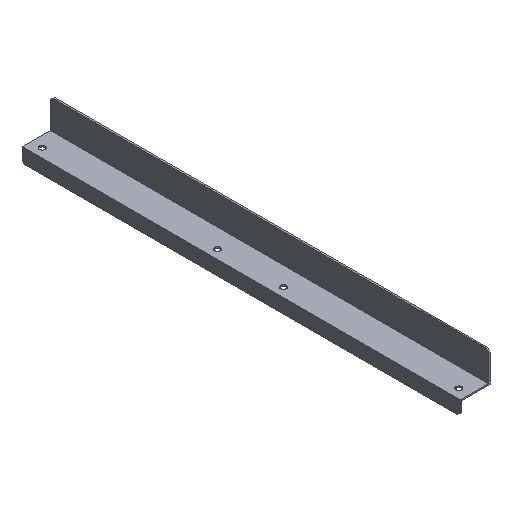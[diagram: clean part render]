
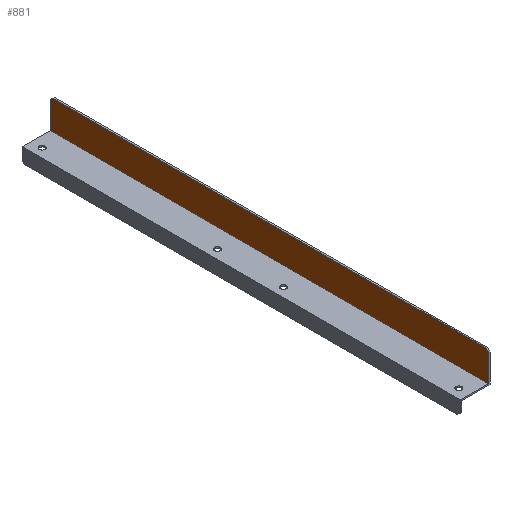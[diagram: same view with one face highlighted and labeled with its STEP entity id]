
A CAD part, isometric view. The second image highlights one B-rep face of the part: STEP entity #881.
In plain terms, the highlighted planar face has unit normal (-1, 0, 0).
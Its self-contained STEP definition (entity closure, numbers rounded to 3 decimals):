
#5 = CARTESIAN_POINT ( 'NONE',  ( 21.5, -250., 0. ) ) ;
#15 = EDGE_CURVE ( 'NONE', #937, #305, #552, .T. ) ;
#24 = FACE_OUTER_BOUND ( 'NONE', #874, .T. ) ;
#30 = DIRECTION ( 'NONE',  ( 0., -0.707, 0.707 ) ) ;
#71 = DIRECTION ( 'NONE',  ( 0., 0., 1. ) ) ;
#84 = LINE ( 'NONE', #5, #292 ) ;
#101 = CARTESIAN_POINT ( 'NONE',  ( 21.5, 250., 4.5 ) ) ;
#122 = CARTESIAN_POINT ( 'NONE',  ( 21.5, 250., 35. ) ) ;
#142 = CARTESIAN_POINT ( 'NONE',  ( 21.5, 0., 4.5 ) ) ;
#155 = CARTESIAN_POINT ( 'NONE',  ( 21.5, -250., 4.5 ) ) ;
#158 = DIRECTION ( 'NONE',  ( 0., 0., -1. ) ) ;
#167 = ORIENTED_EDGE ( 'NONE', *, *, #193, .F. ) ;
#193 = EDGE_CURVE ( 'NONE', #205, #937, #380, .T. ) ;
#205 = VERTEX_POINT ( 'NONE', #1042 ) ;
#210 = CARTESIAN_POINT ( 'NONE',  ( 21.5, 247., 38. ) ) ;
#229 = DIRECTION ( 'NONE',  ( 0., -1., 0. ) ) ;
#235 = ORIENTED_EDGE ( 'NONE', *, *, #531, .T. ) ;
#236 = CARTESIAN_POINT ( 'NONE',  ( 21.5, 250., 5.5 ) ) ;
#286 = EDGE_CURVE ( 'NONE', #305, #363, #84, .T. ) ;
#292 = VECTOR ( 'NONE', #648, 1000. ) ;
#305 = VERTEX_POINT ( 'NONE', #417 ) ;
#319 = EDGE_CURVE ( 'NONE', #1016, #548, #572, .T. ) ;
#363 = VERTEX_POINT ( 'NONE', #155 ) ;
#380 = LINE ( 'NONE', #731, #896 ) ;
#412 = ORIENTED_EDGE ( 'NONE', *, *, #319, .F. ) ;
#416 = ORIENTED_EDGE ( 'NONE', *, *, #599, .T. ) ;
#417 = CARTESIAN_POINT ( 'NONE',  ( 21.5, -250., 5.5 ) ) ;
#437 = DIRECTION ( 'NONE',  ( 1., 0., 0. ) ) ;
#458 = LINE ( 'NONE', #142, #725 ) ;
#467 = DIRECTION ( 'NONE',  ( 0., -1., 0. ) ) ;
#471 = VECTOR ( 'NONE', #30, 1000. ) ;
#475 = CARTESIAN_POINT ( 'NONE',  ( 21.5, 250., 3. ) ) ;
#492 = EDGE_CURVE ( 'NONE', #785, #205, #974, .T. ) ;
#503 = VECTOR ( 'NONE', #808, 1000. ) ;
#531 = EDGE_CURVE ( 'NONE', #662, #363, #458, .T. ) ;
#548 = VERTEX_POINT ( 'NONE', #122 ) ;
#552 = LINE ( 'NONE', #649, #503 ) ;
#559 = ORIENTED_EDGE ( 'NONE', *, *, #828, .F. ) ;
#572 = LINE ( 'NONE', #475, #593 ) ;
#593 = VECTOR ( 'NONE', #71, 1000. ) ;
#599 = EDGE_CURVE ( 'NONE', #1016, #662, #641, .T. ) ;
#641 = LINE ( 'NONE', #236, #704 ) ;
#648 = DIRECTION ( 'NONE',  ( 0., 0., -1. ) ) ;
#649 = CARTESIAN_POINT ( 'NONE',  ( 21.5, -250., 35. ) ) ;
#662 = VERTEX_POINT ( 'NONE', #101 ) ;
#675 = CARTESIAN_POINT ( 'NONE',  ( 21.5, 250., 5.5 ) ) ;
#678 = CARTESIAN_POINT ( 'NONE',  ( 21.5, 0., 0. ) ) ;
#689 = CARTESIAN_POINT ( 'NONE',  ( 21.5, 250., 35. ) ) ;
#700 = CARTESIAN_POINT ( 'NONE',  ( 21.5, 247., 38. ) ) ;
#704 = VECTOR ( 'NONE', #158, 1000. ) ;
#719 = ORIENTED_EDGE ( 'NONE', *, *, #492, .F. ) ;
#725 = VECTOR ( 'NONE', #467, 1000. ) ;
#730 = ORIENTED_EDGE ( 'NONE', *, *, #286, .F. ) ;
#731 = CARTESIAN_POINT ( 'NONE',  ( 21.5, -247., 38. ) ) ;
#758 = AXIS2_PLACEMENT_3D ( 'NONE', #678, #437, #1002 ) ;
#785 = VERTEX_POINT ( 'NONE', #700 ) ;
#808 = DIRECTION ( 'NONE',  ( 0., 0., -1. ) ) ;
#822 = VECTOR ( 'NONE', #229, 1000. ) ;
#828 = EDGE_CURVE ( 'NONE', #548, #785, #849, .T. ) ;
#834 = ORIENTED_EDGE ( 'NONE', *, *, #15, .F. ) ;
#849 = LINE ( 'NONE', #689, #471 ) ;
#866 = CARTESIAN_POINT ( 'NONE',  ( 21.5, -250., 35. ) ) ;
#874 = EDGE_LOOP ( 'NONE', ( #412, #416, #235, #730, #834, #167, #719, #559 ) ) ;
#881 = ADVANCED_FACE ( 'NONE', ( #24 ), #947, .F. ) ;
#896 = VECTOR ( 'NONE', #1032, 1000. ) ;
#937 = VERTEX_POINT ( 'NONE', #866 ) ;
#947 = PLANE ( 'NONE',  #758 ) ;
#974 = LINE ( 'NONE', #210, #822 ) ;
#1002 = DIRECTION ( 'NONE',  ( 0., 0., -1. ) ) ;
#1016 = VERTEX_POINT ( 'NONE', #675 ) ;
#1032 = DIRECTION ( 'NONE',  ( 0., -0.707, -0.707 ) ) ;
#1042 = CARTESIAN_POINT ( 'NONE',  ( 21.5, -247., 38. ) ) ;
